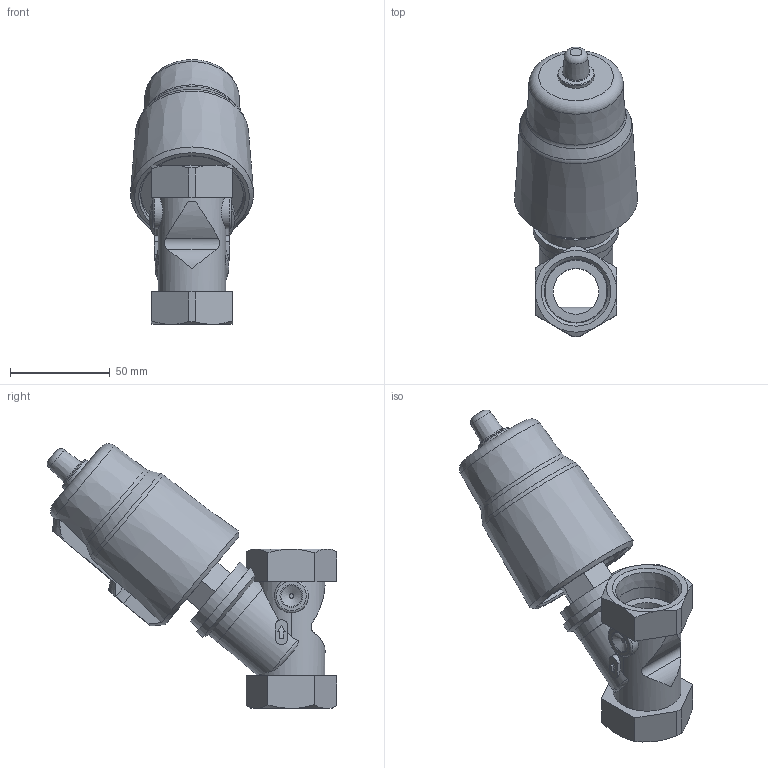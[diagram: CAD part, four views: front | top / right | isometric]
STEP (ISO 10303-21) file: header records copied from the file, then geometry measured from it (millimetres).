
FILE_DESCRIPTION(/* description */ ('STEP AP214'),/* implementation_level */ '2;1');
FILE_NAME(/* name */ '1002538_VZXF-L-M22C-M-B-N1-230-H3B1-50-10',/* time_stamp */ '2024-09-18T13:20:46+02:00',/* author */ ('License CC BY-ND 4.0'),/* organization */ ('CADENAS'),/* preprocessor_version */ 'ST-DEVELOPER v19.3',/* originating_system */ 'PARTsolutions',/* authorisation */ ' ');
FILE_SCHEMA (('AUTOMOTIVE_DESIGN {1 0 10303 214 3 1 1}'));
Length unit declared in the file: millimetre
Products named in the file (2): 1002538 VZXF-L-M22C-M-B-N1-230-H3B1-50-10; 1001805 VZXF-L-M22C-M-B-N1-230-H3B1-50-10---(V)
Assembly tree (1 placements, depth 2):
  1002538 VZXF-L-M22C-M-B-N1-230-H3B1-50-10
    1001805 VZXF-L-M22C-M-B-N1-230-H3B1-50-10---(V)
Bounding box: 61.6 x 145.35 x 133 mm (x, y, z)
Volume: 285798.9 mm3; surface area: 44087.2 mm2
Topology: 1 solids, 1 shells, 139 faces, 349 edges, 225 vertices
Faces by surface type: plane 69, cone 30, cylinder 28, torus 12
Full cylindrical faces by diameter (mm): 8.566 x1, 18.2 x1, 23 x1, 31.318 x2, 34 x1, 39 x1, 51.7 x1
Entity records: 4237 total; most frequent: CARTESIAN_POINT 1133, ORIENTED_EDGE 620, DIRECTION 604, EDGE_CURVE 310, AXIS2_PLACEMENT_3D 243, VERTEX_POINT 214, EDGE_LOOP 180, FACE_BOUND 180
